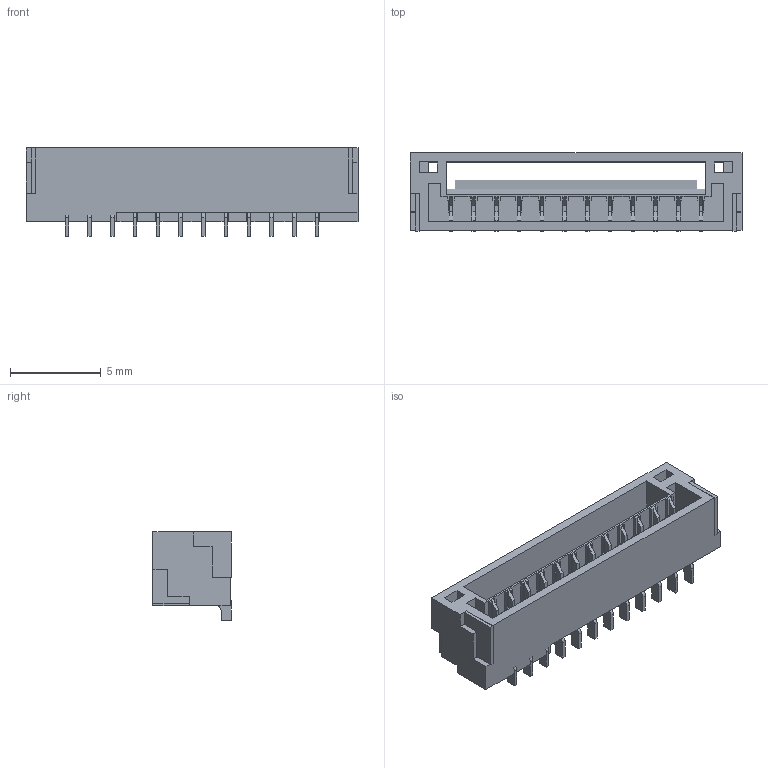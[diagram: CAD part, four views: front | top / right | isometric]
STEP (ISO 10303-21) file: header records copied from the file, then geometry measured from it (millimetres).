
FILE_DESCRIPTION((' '),'2;1');
FILE_NAME( 'SM12B-GHS-TB.stp', '2018-03-28T22:38:51', (' '), ('--- Datakit www.datakit.com---'), ' Datakit CrossCadWare V2017.1 Dec 27 2016', 'DATAKIT 2018 (c)', ' ');
FILE_SCHEMA(('AP203_CONFIGURATION_CONTROLLED_3D_DESIGN_OF_MECHANICAL_PARTS_AND_ASSEMBLIES_MIM_LF { 1 0 10303 403 2 1 2}'));
Length unit declared in the file: millimetre
Products named in the file (1): SM12B-GHS-TB
Bounding box: 18.25 x 4.3 x 4.85 mm (x, y, z)
Volume: 147.8 mm3; surface area: 800.7 mm2
Topology: 15 solids, 15 shells, 464 faces, 1341 edges, 888 vertices
Faces by surface type: plane 440, cylinder 24
Entity records: 15112 total; most frequent: CARTESIAN_POINT 2694, ORIENTED_EDGE 2682, DIRECTION 2319, EDGE_CURVE 1341, VECTOR 1293, LINE 1293, VERTEX_POINT 888, AXIS2_PLACEMENT_3D 513
